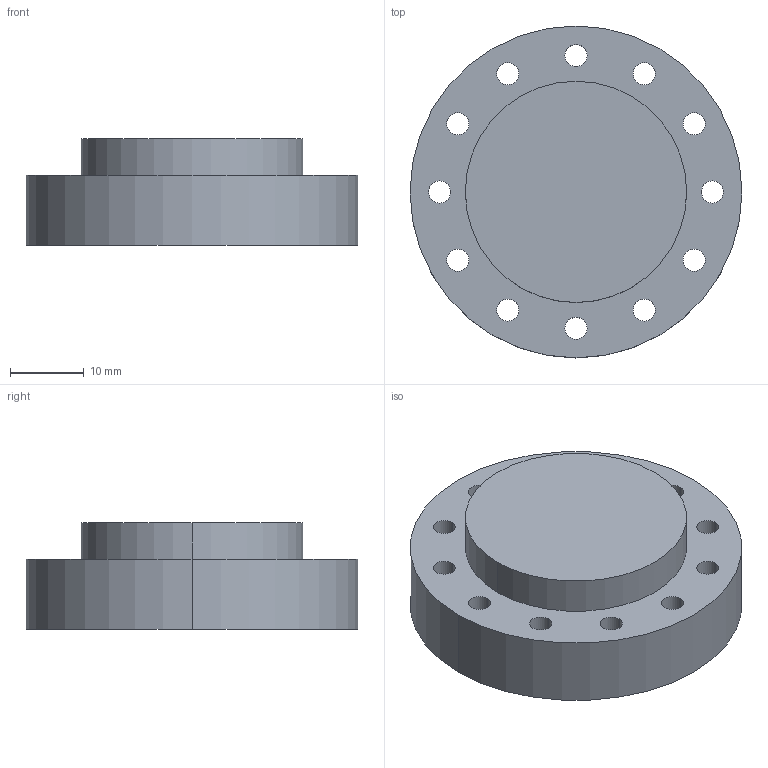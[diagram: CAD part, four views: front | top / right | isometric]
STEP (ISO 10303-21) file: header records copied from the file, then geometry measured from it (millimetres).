
FILE_DESCRIPTION (( 'STEP AP214' ), '1' );
FILE_NAME ('ｱ｡ｹﾘｽﾚﾊ莎眛', '2024-10-09T10:41:01', ( '' ), ( '' ), 'SwSTEP 2.0', 'SolidWorks 2024', '' );
FILE_SCHEMA (( 'AUTOMOTIVE_DESIGN' ));
Length unit declared in the file: millimetre
Products named in the file (1): 薄关节输出轴模板
Bounding box: 45 x 45 x 14.5 mm (x, y, z)
Volume: 17148.9 mm3; surface area: 6246.5 mm2
Topology: 1 solids, 1 shells, 115 faces, 300 edges, 200 vertices
Faces by surface type: plane 87, cylinder 28
Entity records: 3581 total; most frequent: CARTESIAN_POINT 616, ORIENTED_EDGE 600, DIRECTION 588, EDGE_CURVE 300, LINE 244, VECTOR 244, VERTEX_POINT 200, AXIS2_PLACEMENT_3D 172
